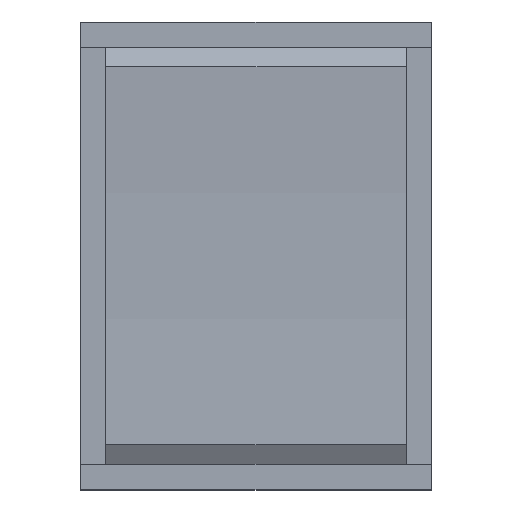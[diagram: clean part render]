
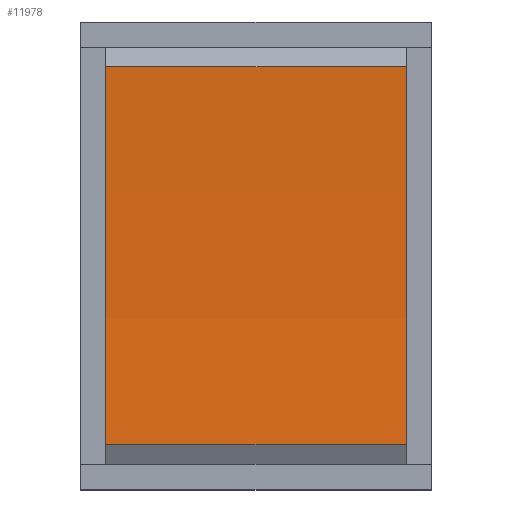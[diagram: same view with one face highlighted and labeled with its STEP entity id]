
A CAD part, top view. The second image highlights one B-rep face of the part: STEP entity #11978.
In plain terms, the highlighted cylindrical face has radius 156.967 mm (diameter 313.933 mm), a partial arc.
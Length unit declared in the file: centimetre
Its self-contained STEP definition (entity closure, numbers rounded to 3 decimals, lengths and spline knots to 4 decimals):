
#2035=LINE('',#20097,#3364);
#2038=LINE('',#20103,#3367);
#3364=VECTOR('',#15892,1.);
#3367=VECTOR('',#15897,1.);
#3444=CYLINDRICAL_SURFACE('',#12853,15.6967);
#4049=FACE_OUTER_BOUND('',#4693,.T.);
#4693=EDGE_LOOP('',(#11349,#11350,#11351,#11352));
#4985=CIRCLE('',#12854,15.6967);
#4986=CIRCLE('',#12855,15.6967);
#6132=VERTEX_POINT('',#20090);
#6135=VERTEX_POINT('',#20095);
#6136=VERTEX_POINT('',#20099);
#6137=VERTEX_POINT('',#20101);
#7875=EDGE_CURVE('',#6135,#6132,#2035,.T.);
#7878=EDGE_CURVE('',#6137,#6136,#2038,.T.);
#7879=EDGE_CURVE('',#6132,#6137,#4985,.T.);
#7880=EDGE_CURVE('',#6136,#6135,#4986,.T.);
#11349=ORIENTED_EDGE('',*,*,#7879,.F.);
#11350=ORIENTED_EDGE('',*,*,#7875,.F.);
#11351=ORIENTED_EDGE('',*,*,#7880,.F.);
#11352=ORIENTED_EDGE('',*,*,#7878,.F.);
#11978=ADVANCED_FACE('',(#4049),#3444,.F.);
#12853=AXIS2_PLACEMENT_3D('',#20104,#15898,#15899);
#12854=AXIS2_PLACEMENT_3D('',#20105,#15900,#15901);
#12855=AXIS2_PLACEMENT_3D('',#20106,#15902,#15903);
#15892=DIRECTION('',(1.,0.,0.));
#15897=DIRECTION('',(-1.,0.,0.));
#15898=DIRECTION('center_axis',(1.,0.,0.));
#15899=DIRECTION('ref_axis',(0.,0.062,-0.998));
#15900=DIRECTION('center_axis',(-1.,0.,0.));
#15901=DIRECTION('ref_axis',(0.,0.062,-0.998));
#15902=DIRECTION('center_axis',(1.,0.,0.));
#15903=DIRECTION('ref_axis',(0.,0.062,-0.998));
#20090=CARTESIAN_POINT('',(0.77,0.97,-1.0949));
#20095=CARTESIAN_POINT('',(-0.77,0.97,-1.0949));
#20097=CARTESIAN_POINT('',(-0.385,0.97,-1.0949));
#20099=CARTESIAN_POINT('',(-0.77,-0.97,-1.0949));
#20101=CARTESIAN_POINT('',(0.77,-0.97,-1.0949));
#20103=CARTESIAN_POINT('',(0.385,-0.97,-1.0949));
#20104=CARTESIAN_POINT('Origin',(-0.77,0.,14.5718));
#20105=CARTESIAN_POINT('Origin',(0.77,0.,14.5718));
#20106=CARTESIAN_POINT('Origin',(-0.77,0.,14.5718));
